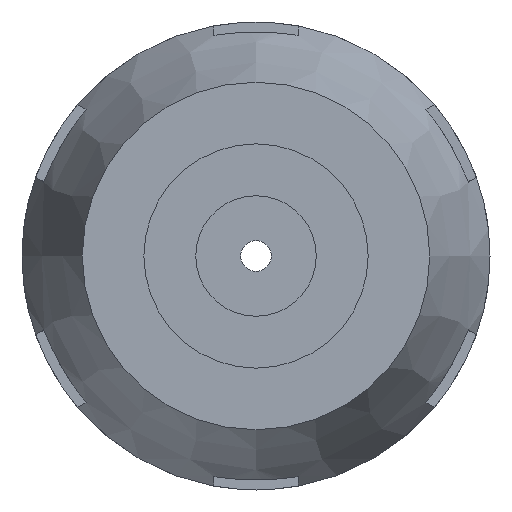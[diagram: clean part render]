
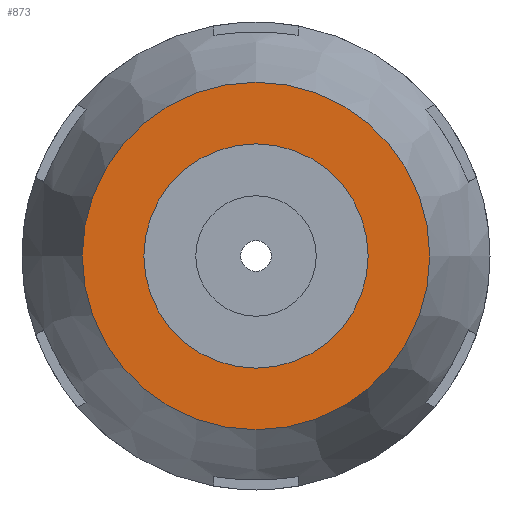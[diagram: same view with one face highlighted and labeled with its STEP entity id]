
A CAD part, front view. The second image highlights one B-rep face of the part: STEP entity #873.
In plain terms, the highlighted planar face has unit normal (0, -1, 0).
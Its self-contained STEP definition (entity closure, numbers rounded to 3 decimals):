
#19=FACE_BOUND('',#162,.T.);
#54=CIRCLE('',#982,20.);
#55=CIRCLE('',#985,31.);
#112=FACE_OUTER_BOUND('',#161,.T.);
#161=EDGE_LOOP('',(#744));
#162=EDGE_LOOP('',(#745));
#406=VERTEX_POINT('',#1514);
#407=VERTEX_POINT('',#1519);
#532=EDGE_CURVE('',#406,#406,#54,.T.);
#533=EDGE_CURVE('',#407,#407,#55,.T.);
#744=ORIENTED_EDGE('',*,*,#533,.F.);
#745=ORIENTED_EDGE('',*,*,#532,.T.);
#827=PLANE('',#984);
#873=ADVANCED_FACE('',(#112,#19),#827,.F.);
#982=AXIS2_PLACEMENT_3D('',#1516,#1228,#1229);
#984=AXIS2_PLACEMENT_3D('',#1518,#1232,#1233);
#985=AXIS2_PLACEMENT_3D('',#1520,#1234,#1235);
#1228=DIRECTION('center_axis',(0.,1.,0.));
#1229=DIRECTION('ref_axis',(1.,0.,0.));
#1232=DIRECTION('center_axis',(0.,1.,0.));
#1233=DIRECTION('ref_axis',(0.,0.,1.));
#1234=DIRECTION('center_axis',(0.,1.,0.));
#1235=DIRECTION('ref_axis',(-1.,0.,0.));
#1514=CARTESIAN_POINT('',(-20.,-30.,0.));
#1516=CARTESIAN_POINT('Origin',(0.,-30.,0.));
#1518=CARTESIAN_POINT('Origin',(0.,-30.,0.));
#1519=CARTESIAN_POINT('',(-31.,-30.,0.));
#1520=CARTESIAN_POINT('Origin',(0.,-30.,0.));
